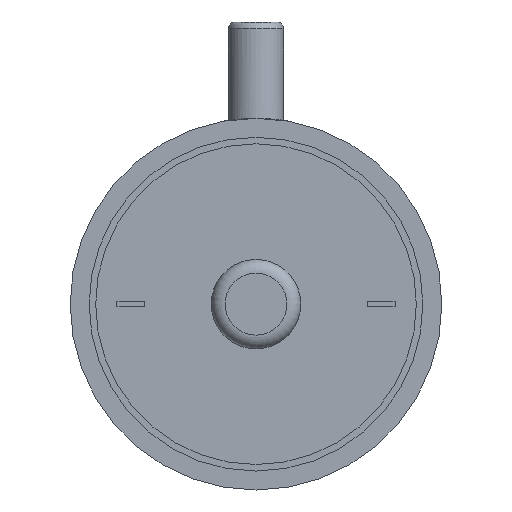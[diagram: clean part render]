
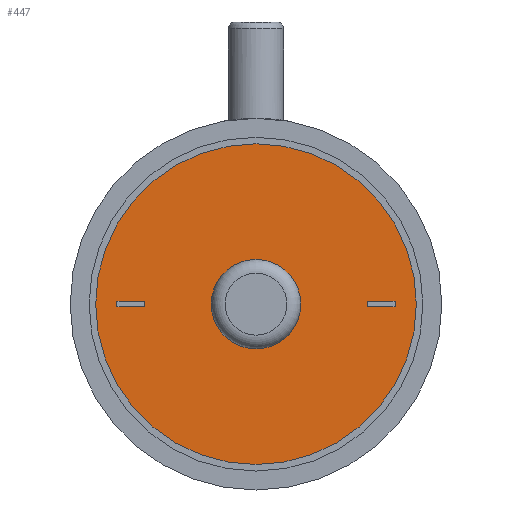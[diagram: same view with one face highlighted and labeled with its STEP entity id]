
A CAD part, front view. The second image highlights one B-rep face of the part: STEP entity #447.
In plain terms, the highlighted planar face has unit normal (0, -1, 0).
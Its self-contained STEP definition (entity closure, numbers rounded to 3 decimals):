
#24=FACE_BOUND('',#165,.T.);
#32=PLANE('',#507);
#130=FACE_OUTER_BOUND('',#164,.T.);
#164=EDGE_LOOP('',(#343));
#165=EDGE_LOOP('',(#344));
#200=CIRCLE('',#497,3.25);
#202=CIRCLE('',#501,11.65);
#224=VERTEX_POINT('',#710);
#226=VERTEX_POINT('',#717);
#266=EDGE_CURVE('',#224,#224,#200,.T.);
#269=EDGE_CURVE('',#226,#226,#202,.T.);
#343=ORIENTED_EDGE('',*,*,#269,.T.);
#344=ORIENTED_EDGE('',*,*,#266,.T.);
#447=ADVANCED_FACE('',(#130,#24),#32,.F.);
#497=AXIS2_PLACEMENT_3D('',#712,#565,#566);
#501=AXIS2_PLACEMENT_3D('',#719,#574,#575);
#507=AXIS2_PLACEMENT_3D('',#728,#587,#588);
#565=DIRECTION('center_axis',(0.,1.,0.));
#566=DIRECTION('ref_axis',(1.,0.,0.));
#574=DIRECTION('center_axis',(0.,-1.,0.));
#575=DIRECTION('ref_axis',(1.,0.,0.));
#587=DIRECTION('center_axis',(0.,1.,0.));
#588=DIRECTION('ref_axis',(1.,0.,0.));
#710=CARTESIAN_POINT('',(-3.25,0.7,0.));
#712=CARTESIAN_POINT('Origin',(0.,0.7,0.));
#717=CARTESIAN_POINT('',(-11.65,0.7,0.));
#719=CARTESIAN_POINT('Origin',(0.,0.7,0.));
#728=CARTESIAN_POINT('Origin',(0.,0.7,0.));
